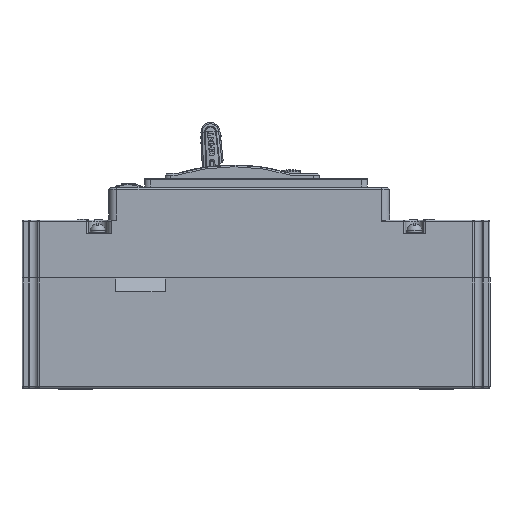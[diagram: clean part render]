
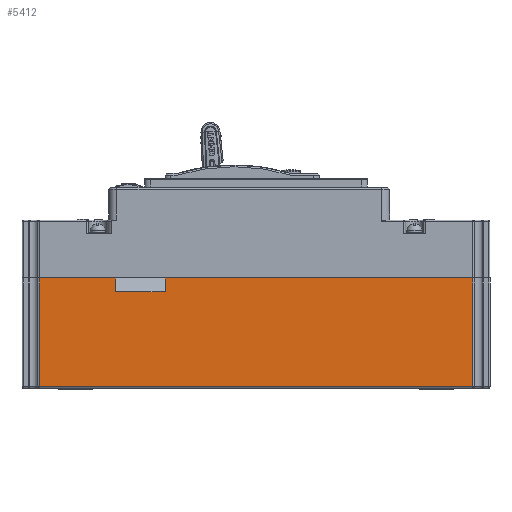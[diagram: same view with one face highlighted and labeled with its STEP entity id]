
A CAD part, front view. The second image highlights one B-rep face of the part: STEP entity #5412.
In plain terms, the highlighted planar face has unit normal (0, -1, 0).
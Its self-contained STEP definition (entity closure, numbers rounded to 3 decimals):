
#5412=ADVANCED_FACE('',(#11407),#8990,.T.);
#8990=PLANE('',#69877);
#11407=FACE_OUTER_BOUND('',#15137,.T.);
#15137=EDGE_LOOP('',(#25359,#25360,#25361,#25362,#25363,#25364,#25365,#25366));
#25359=ORIENTED_EDGE('',*,*,#49379,.T.);
#25360=ORIENTED_EDGE('',*,*,#49380,.T.);
#25361=ORIENTED_EDGE('',*,*,#49381,.T.);
#25362=ORIENTED_EDGE('',*,*,#49382,.T.);
#25363=ORIENTED_EDGE('',*,*,#49383,.T.);
#25364=ORIENTED_EDGE('',*,*,#49384,.T.);
#25365=ORIENTED_EDGE('',*,*,#49385,.T.);
#25366=ORIENTED_EDGE('',*,*,#49386,.F.);
#42285=VERTEX_POINT('',#107569);
#42286=VERTEX_POINT('',#107570);
#42287=VERTEX_POINT('',#107572);
#42288=VERTEX_POINT('',#107574);
#42289=VERTEX_POINT('',#107576);
#42290=VERTEX_POINT('',#107578);
#42291=VERTEX_POINT('',#107580);
#42292=VERTEX_POINT('',#107582);
#49379=EDGE_CURVE('',#42285,#42286,#58201,.T.);
#49380=EDGE_CURVE('',#42286,#42287,#58202,.T.);
#49381=EDGE_CURVE('',#42287,#42288,#58203,.T.);
#49382=EDGE_CURVE('',#42288,#42289,#58204,.T.);
#49383=EDGE_CURVE('',#42289,#42290,#58205,.T.);
#49384=EDGE_CURVE('',#42290,#42291,#58206,.T.);
#49385=EDGE_CURVE('',#42291,#42292,#58207,.T.);
#49386=EDGE_CURVE('',#42285,#42292,#58208,.T.);
#58201=LINE('',#107568,#63897);
#58202=LINE('',#107571,#63898);
#58203=LINE('',#107573,#63899);
#58204=LINE('',#107575,#63900);
#58205=LINE('',#107577,#63901);
#58206=LINE('',#107579,#63902);
#58207=LINE('',#107581,#63903);
#58208=LINE('',#107583,#63904);
#63897=VECTOR('',#79064,1.);
#63898=VECTOR('',#79065,1.);
#63899=VECTOR('',#79066,1.);
#63900=VECTOR('',#79067,1.);
#63901=VECTOR('',#79068,1.);
#63902=VECTOR('',#79069,1.);
#63903=VECTOR('',#79070,1.);
#63904=VECTOR('',#79071,1.);
#69877=AXIS2_PLACEMENT_3D('',#107584,#79072,#79073);
#79064=DIRECTION('',(-1.,0.,0.));
#79065=DIRECTION('',(0.,0.,1.));
#79066=DIRECTION('',(-1.,0.,0.));
#79067=DIRECTION('',(0.,0.,-1.));
#79068=DIRECTION('',(1.,0.,0.));
#79069=DIRECTION('',(0.,0.,1.));
#79070=DIRECTION('',(-1.,0.,0.));
#79071=DIRECTION('',(0.,0.,1.));
#79072=DIRECTION('',(0.,-1.,0.));
#79073=DIRECTION('',(1.,0.,0.));
#107568=CARTESIAN_POINT('',(52.766,-350.,-8.));
#107569=CARTESIAN_POINT('',(52.766,-350.,-8.));
#107570=CARTESIAN_POINT('',(34.766,-350.,-8.));
#107571=CARTESIAN_POINT('',(34.766,-350.,-8.));
#107572=CARTESIAN_POINT('',(34.766,-350.,-3.));
#107573=CARTESIAN_POINT('',(0.766,-350.,-3.));
#107574=CARTESIAN_POINT('',(6.96,-350.,-3.));
#107575=CARTESIAN_POINT('',(6.96,-350.,-42.5));
#107576=CARTESIAN_POINT('',(6.96,-350.,-42.5));
#107577=CARTESIAN_POINT('',(0.766,-350.,-42.5));
#107578=CARTESIAN_POINT('',(164.572,-350.,-42.5));
#107579=CARTESIAN_POINT('',(164.572,-350.,-3.));
#107580=CARTESIAN_POINT('',(164.572,-350.,-3.));
#107581=CARTESIAN_POINT('',(0.766,-350.,-3.));
#107582=CARTESIAN_POINT('',(52.766,-350.,-3.));
#107583=CARTESIAN_POINT('',(52.766,-350.,-8.));
#107584=CARTESIAN_POINT('',(0.766,-350.,-3.));
